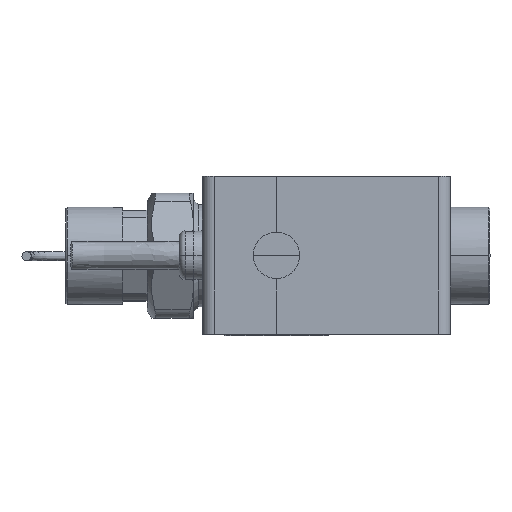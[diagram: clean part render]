
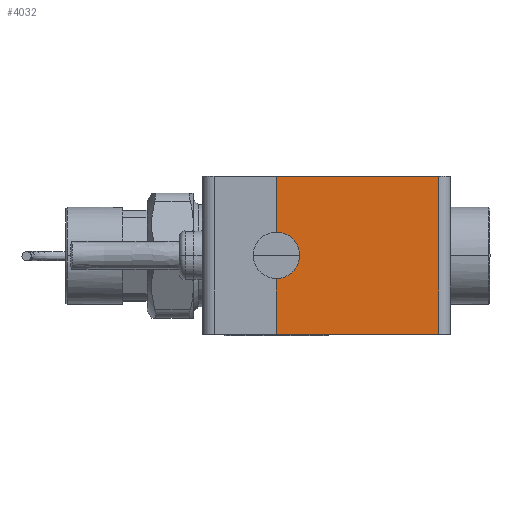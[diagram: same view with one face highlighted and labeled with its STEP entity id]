
A CAD part, top view. The second image highlights one B-rep face of the part: STEP entity #4032.
In plain terms, the highlighted planar face has unit normal (0, 0, 1).
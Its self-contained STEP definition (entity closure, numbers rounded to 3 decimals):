
#391=PLANE($,#4469);
#639=FACE_OUTER_BOUND($,#895,.T.);
#895=EDGE_LOOP($,(#3681,#3682,#3683,#3684));
#1117=LINE($,#8251,#1352);
#1129=LINE($,#8287,#1364);
#1131=LINE($,#8290,#1366);
#1132=LINE($,#8291,#1367);
#1352=VECTOR($,#5516,68.);
#1364=VECTOR($,#5552,68.);
#1366=VECTOR($,#5556,70.);
#1367=VECTOR($,#5557,70.);
#1898=VERTEX_POINT($,#8245);
#1900=VERTEX_POINT($,#8249);
#1911=VERTEX_POINT($,#8284);
#1912=VERTEX_POINT($,#8286);
#2487=EDGE_CURVE($,#1898,#1900,#1117,.T.);
#2505=EDGE_CURVE($,#1912,#1911,#1129,.T.);
#2507=EDGE_CURVE($,#1898,#1911,#1131,.T.);
#2508=EDGE_CURVE($,#1912,#1900,#1132,.T.);
#3681=ORIENTED_EDGE($,*,*,#2507,.F.);
#3682=ORIENTED_EDGE($,*,*,#2487,.T.);
#3683=ORIENTED_EDGE($,*,*,#2508,.F.);
#3684=ORIENTED_EDGE($,*,*,#2505,.T.);
#4032=ADVANCED_FACE($,(#639),#391,.T.);
#4469=AXIS2_PLACEMENT_3D($,#8289,#5554,#5555);
#5516=DIRECTION($,(0.,1.,0.));
#5552=DIRECTION($,(0.,-1.,0.));
#5554=DIRECTION('center_axis',(0.,0.,1.));
#5555=DIRECTION('ref_axis',(0.,1.,0.));
#5556=DIRECTION($,(-1.,0.,0.));
#5557=DIRECTION($,(1.,0.,0.));
#8245=CARTESIAN_POINT('',(70.,-34.,111.5));
#8249=CARTESIAN_POINT('',(70.,34.,111.5));
#8251=CARTESIAN_POINT($,(70.,-34.,111.5));
#8284=CARTESIAN_POINT('',(0.,-34.,111.5));
#8286=CARTESIAN_POINT('',(0.,34.,111.5));
#8287=CARTESIAN_POINT($,(0.,34.,111.5));
#8289=CARTESIAN_POINT('Origin',(70.,-34.,111.5));
#8290=CARTESIAN_POINT($,(70.,-34.,111.5));
#8291=CARTESIAN_POINT($,(0.,34.,111.5));
